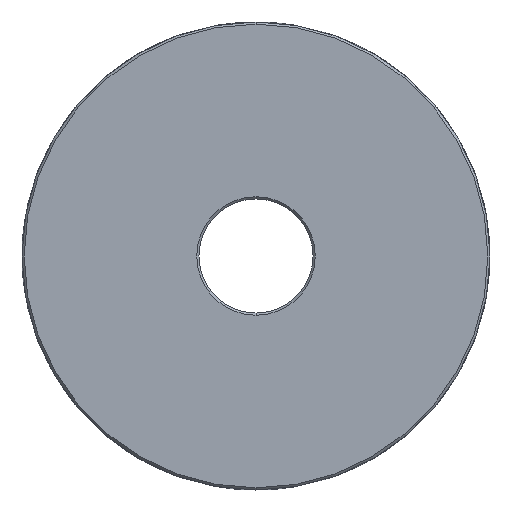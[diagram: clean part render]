
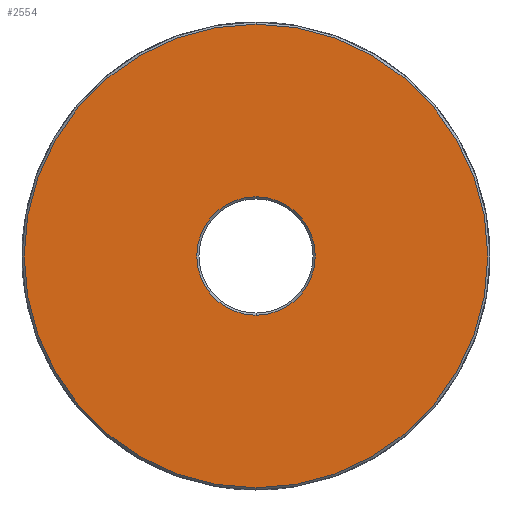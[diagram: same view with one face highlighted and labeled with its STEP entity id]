
A CAD part, left-side view. The second image highlights one B-rep face of the part: STEP entity #2554.
In plain terms, the highlighted planar face has unit normal (-1, 0, 0).
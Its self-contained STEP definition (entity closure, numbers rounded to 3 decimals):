
#1450 = VERTEX_POINT ( 'NONE', #6601 ) ;
#1451 = VERTEX_POINT ( 'NONE', #6614 ) ;
#1453 = VERTEX_POINT ( 'NONE', #6610 ) ;
#1455 = VERTEX_POINT ( 'NONE', #6623 ) ;
#2554 = ADVANCED_FACE ( 'NONE', ( #8099, #8102 ), #7896, .T. ) ;
#2808 = EDGE_CURVE ( 'NONE', #1455, #1453, #8523, .T. ) ;
#2824 = EDGE_CURVE ( 'NONE', #1451, #1450, #8549, .T. ) ;
#2842 = EDGE_CURVE ( 'NONE', #1450, #1451, #8565, .T. ) ;
#2844 = EDGE_CURVE ( 'NONE', #1453, #1455, #8568, .T. ) ;
#3113 = ORIENTED_EDGE ( 'NONE', *, *, #2824, .F. ) ;
#3114 = ORIENTED_EDGE ( 'NONE', *, *, #2842, .F. ) ;
#3115 = ORIENTED_EDGE ( 'NONE', *, *, #2844, .F. ) ;
#3116 = ORIENTED_EDGE ( 'NONE', *, *, #2808, .F. ) ;
#4269 = EDGE_LOOP ( 'NONE', ( #3115, #3116 ) ) ;
#4272 = EDGE_LOOP ( 'NONE', ( #3113, #3114 ) ) ;
#6601 = CARTESIAN_POINT ( 'NONE',  ( -57., 0., -40.619 ) ) ;
#6610 = CARTESIAN_POINT ( 'NONE',  ( -57., 0., -10.381 ) ) ;
#6614 = CARTESIAN_POINT ( 'NONE',  ( -57., 0., 40.619 ) ) ;
#6623 = CARTESIAN_POINT ( 'NONE',  ( -57., 0., 10.381 ) ) ;
#7176 = AXIS2_PLACEMENT_3D ( 'NONE', #7895, #7898, #7899 ) ;
#7895 = CARTESIAN_POINT ( 'NONE',  ( -57., 0., 0. ) ) ;
#7896 = PLANE ( 'NONE',  #7176 ) ;
#7898 = DIRECTION ( 'NONE',  ( -1., 0., 0. ) ) ;
#7899 = DIRECTION ( 'NONE',  ( 0., 0., -1. ) ) ;
#8099 = FACE_OUTER_BOUND ( 'NONE', #4272, .T. ) ;
#8102 = FACE_BOUND ( 'NONE', #4269, .T. ) ;
#8523 = CIRCLE ( 'NONE', #9429, 10.381 ) ;
#8549 = CIRCLE ( 'NONE', #9440, 40.619 ) ;
#8565 = CIRCLE ( 'NONE', #9439, 40.619 ) ;
#8568 = CIRCLE ( 'NONE', #9442, 10.381 ) ;
#9429 = AXIS2_PLACEMENT_3D ( 'NONE', #9839, #9840, #9841 ) ;
#9439 = AXIS2_PLACEMENT_3D ( 'NONE', #10041, #10042, #10043 ) ;
#9440 = AXIS2_PLACEMENT_3D ( 'NONE', #9877, #9880, #9881 ) ;
#9442 = AXIS2_PLACEMENT_3D ( 'NONE', #10047, #10048, #10049 ) ;
#9839 = CARTESIAN_POINT ( 'NONE',  ( -57., 0., 0. ) ) ;
#9840 = DIRECTION ( 'NONE',  ( -1., 0., 0. ) ) ;
#9841 = DIRECTION ( 'NONE',  ( 0., 0., -1. ) ) ;
#9877 = CARTESIAN_POINT ( 'NONE',  ( -57., 0., 0. ) ) ;
#9880 = DIRECTION ( 'NONE',  ( 1., 0., 0. ) ) ;
#9881 = DIRECTION ( 'NONE',  ( 0., 0., -1. ) ) ;
#10041 = CARTESIAN_POINT ( 'NONE',  ( -57., 0., 0. ) ) ;
#10042 = DIRECTION ( 'NONE',  ( 1., 0., 0. ) ) ;
#10043 = DIRECTION ( 'NONE',  ( 0., 0., -1. ) ) ;
#10047 = CARTESIAN_POINT ( 'NONE',  ( -57., 0., 0. ) ) ;
#10048 = DIRECTION ( 'NONE',  ( -1., 0., 0. ) ) ;
#10049 = DIRECTION ( 'NONE',  ( 0., 0., -1. ) ) ;
